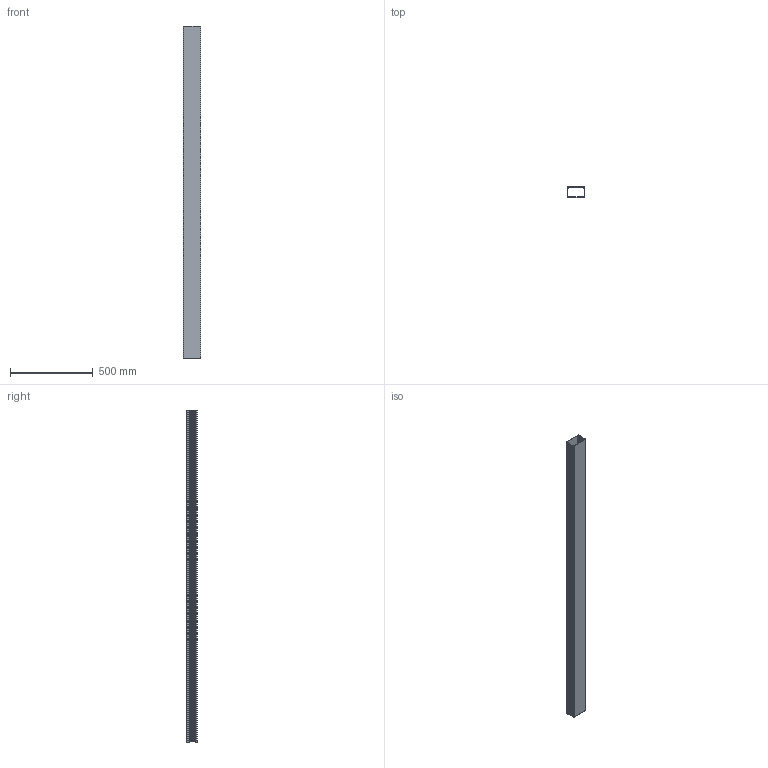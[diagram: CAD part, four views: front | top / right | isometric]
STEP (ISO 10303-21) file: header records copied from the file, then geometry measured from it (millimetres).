
FILE_DESCRIPTION(/* description */ (''),/* implementation_level */ '2;1');
FILE_NAME(/* name */ '6178037',/* time_stamp */ '2016-02-03T11:04:28+01:00',/* author */ (''),/* organization */ (''),/* preprocessor_version */ 'ST-DEVELOPER v15',/* originating_system */ '',/* authorisation */ '');
FILE_SCHEMA (('CONFIG_CONTROL_DESIGN'));
Products named in the file (2): Document; Block 01
Assembly tree (1 placements, depth 2):
  Document
    Block 01
Bounding box: 107.4 x 64 x 2000 mm (x, y, z)
Volume: 1355817.4 mm3; surface area: 1482812.5 mm2
Topology: 2 solids, 2 shells, 5232 faces, 15684 edges, 10456 vertices
Faces by surface type: bspline 4012, plane 1220
Entity records: 131964 total; most frequent: CARTESIAN_POINT 45460, ORIENTED_EDGE 31368, EDGE_CURVE 15684, VERTEX_POINT 10456, B_SPLINE_CURVE_WITH_KNOTS 9454, ADVANCED_FACE 5232, FACE_OUTER_BOUND 5232, EDGE_LOOP 5232
